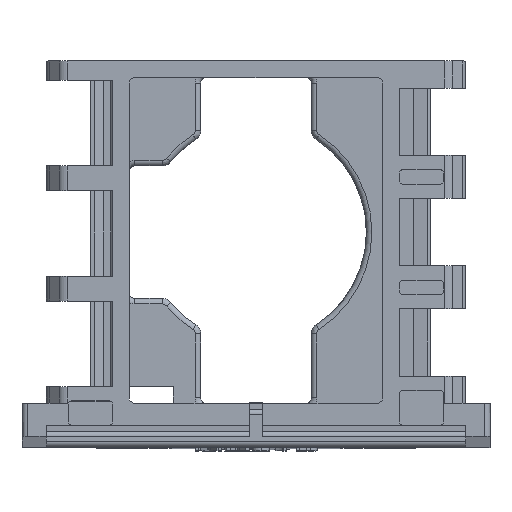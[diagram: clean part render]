
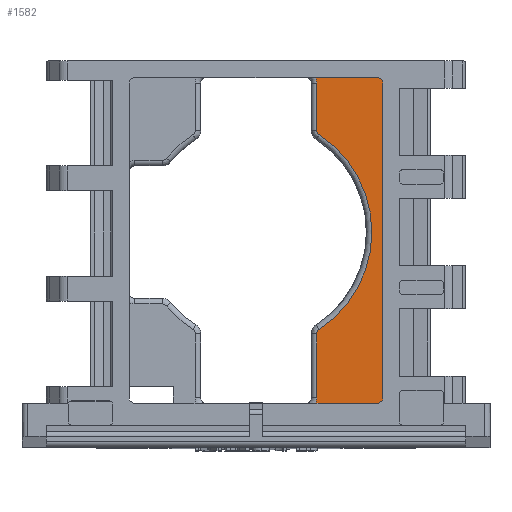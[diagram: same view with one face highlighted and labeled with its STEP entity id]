
A CAD part, top view. The second image highlights one B-rep face of the part: STEP entity #1582.
In plain terms, the highlighted planar face has unit normal (0, 0, 1).
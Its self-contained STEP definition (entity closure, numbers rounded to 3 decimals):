
#356=CIRCLE('',#10871,1.);
#360=CIRCLE('',#10877,0.5);
#363=CIRCLE('',#10880,10.5);
#366=CIRCLE('',#10884,0.5);
#400=CIRCLE('',#10995,0.5);
#404=CIRCLE('',#11003,0.5);
#718=CIRCLE('',#11724,1.);
#1035=PLANE('',#11726);
#1582=ADVANCED_FACE('',(#2161),#1035,.T.);
#2161=FACE_OUTER_BOUND('',#2752,.T.);
#2752=EDGE_LOOP('',(#7975,#7976,#7977,#7978,#7979,#7980,#7981,#7982,#7983,
#7984,#7985,#7986));
#2882=LINE('',#15327,#3982);
#2884=LINE('',#15367,#3984);
#3088=LINE('',#16106,#4188);
#3773=LINE('',#18034,#4873);
#3858=LINE('',#18307,#4958);
#3982=VECTOR('',#12025,1.);
#3984=VECTOR('',#12051,1.);
#4188=VECTOR('',#12479,1.);
#4873=VECTOR('',#14378,1.);
#4958=VECTOR('',#14699,1.);
#7975=ORIENTED_EDGE('',*,*,#10708,.F.);
#7976=ORIENTED_EDGE('',*,*,#9348,.F.);
#7977=ORIENTED_EDGE('',*,*,#9345,.F.);
#7978=ORIENTED_EDGE('',*,*,#9342,.F.);
#7979=ORIENTED_EDGE('',*,*,#9339,.F.);
#7980=ORIENTED_EDGE('',*,*,#9336,.F.);
#7981=ORIENTED_EDGE('',*,*,#9333,.F.);
#7982=ORIENTED_EDGE('',*,*,#10564,.F.);
#7983=ORIENTED_EDGE('',*,*,#9625,.T.);
#7984=ORIENTED_EDGE('',*,*,#9616,.F.);
#7985=ORIENTED_EDGE('',*,*,#9612,.T.);
#7986=ORIENTED_EDGE('',*,*,#10705,.T.);
#8254=VERTEX_POINT('',#15303);
#8257=VERTEX_POINT('',#15320);
#8258=VERTEX_POINT('',#15324);
#8260=VERTEX_POINT('',#15330);
#8262=VERTEX_POINT('',#15344);
#8264=VERTEX_POINT('',#15350);
#8266=VERTEX_POINT('',#15364);
#8445=VERTEX_POINT('',#16098);
#8446=VERTEX_POINT('',#16099);
#8449=VERTEX_POINT('',#16107);
#8455=VERTEX_POINT('',#16125);
#9142=VERTEX_POINT('',#18308);
#9333=EDGE_CURVE('',#8257,#8254,#356,.T.);
#9336=EDGE_CURVE('',#8254,#8258,#2882,.T.);
#9339=EDGE_CURVE('',#8258,#8260,#360,.T.);
#9342=EDGE_CURVE('',#8260,#8262,#363,.T.);
#9345=EDGE_CURVE('',#8262,#8264,#366,.T.);
#9348=EDGE_CURVE('',#8264,#8266,#2884,.T.);
#9612=EDGE_CURVE('',#8445,#8446,#400,.T.);
#9616=EDGE_CURVE('',#8445,#8449,#3088,.T.);
#9625=EDGE_CURVE('',#8455,#8449,#404,.T.);
#10564=EDGE_CURVE('',#8455,#8257,#3773,.T.);
#10705=EDGE_CURVE('',#8446,#9142,#3858,.T.);
#10708=EDGE_CURVE('',#8266,#9142,#718,.T.);
#10871=AXIS2_PLACEMENT_3D('',#15321,#12018,#12019);
#10877=AXIS2_PLACEMENT_3D('',#15333,#12032,#12033);
#10880=AXIS2_PLACEMENT_3D('',#15347,#12038,#12039);
#10884=AXIS2_PLACEMENT_3D('',#15353,#12046,#12047);
#10995=AXIS2_PLACEMENT_3D('',#16097,#12471,#12472);
#11003=AXIS2_PLACEMENT_3D('',#16124,#12496,#12497);
#11724=AXIS2_PLACEMENT_3D('',#18336,#14702,#14703);
#11726=AXIS2_PLACEMENT_3D('',#18338,#14706,#14707);
#12018=DIRECTION('',(0.,0.,1.));
#12019=DIRECTION('',(0.707,-0.707,0.));
#12025=DIRECTION('',(0.,1.,0.));
#12032=DIRECTION('',(0.,0.,-1.));
#12033=DIRECTION('',(-0.879,0.477,0.));
#12038=DIRECTION('',(0.,0.,1.));
#12039=DIRECTION('',(1.,0.,0.));
#12046=DIRECTION('',(0.,0.,-1.));
#12047=DIRECTION('',(-0.879,-0.477,0.));
#12051=DIRECTION('',(0.,1.,0.));
#12471=DIRECTION('',(0.,0.,1.));
#12472=DIRECTION('',(0.707,0.707,0.));
#12479=DIRECTION('',(0.,-1.,0.));
#12496=DIRECTION('',(0.,0.,1.));
#12497=DIRECTION('',(0.707,-0.707,0.));
#14378=DIRECTION('',(-1.,0.,0.));
#14699=DIRECTION('',(-1.,0.,0.));
#14702=DIRECTION('',(0.,0.,1.));
#14703=DIRECTION('',(0.707,0.707,0.));
#14706=DIRECTION('',(0.,0.,1.));
#14707=DIRECTION('',(-1.,0.,0.));
#15303=CARTESIAN_POINT('',(5.5,-15.,2.));
#15320=CARTESIAN_POINT('',(5.366,-15.5,2.));
#15321=CARTESIAN_POINT('',(4.5,-15.,2.));
#15324=CARTESIAN_POINT('',(5.5,-9.22,2.));
#15327=CARTESIAN_POINT('',(5.5,-7.75,2.));
#15330=CARTESIAN_POINT('',(5.727,-8.8,2.));
#15333=CARTESIAN_POINT('',(6.,-9.22,2.));
#15344=CARTESIAN_POINT('',(5.727,8.8,2.));
#15347=CARTESIAN_POINT('',(0.,0.,2.));
#15350=CARTESIAN_POINT('',(5.5,9.22,2.));
#15353=CARTESIAN_POINT('',(6.,9.22,2.));
#15364=CARTESIAN_POINT('',(5.5,13.5,2.));
#15367=CARTESIAN_POINT('',(5.5,-7.75,2.));
#16097=CARTESIAN_POINT('',(11.,13.5,2.));
#16098=CARTESIAN_POINT('',(11.5,13.5,2.));
#16099=CARTESIAN_POINT('',(11.,14.,2.));
#16106=CARTESIAN_POINT('',(11.5,-15.125,2.));
#16107=CARTESIAN_POINT('',(11.5,-15.,2.));
#16124=CARTESIAN_POINT('',(11.,-15.,2.));
#16125=CARTESIAN_POINT('',(11.,-15.5,2.));
#18034=CARTESIAN_POINT('',(0.,-15.5,2.));
#18307=CARTESIAN_POINT('',(11.5,14.,2.));
#18308=CARTESIAN_POINT('',(5.366,14.,2.));
#18336=CARTESIAN_POINT('',(4.5,13.5,2.));
#18338=CARTESIAN_POINT('',(0.,0.,2.));
